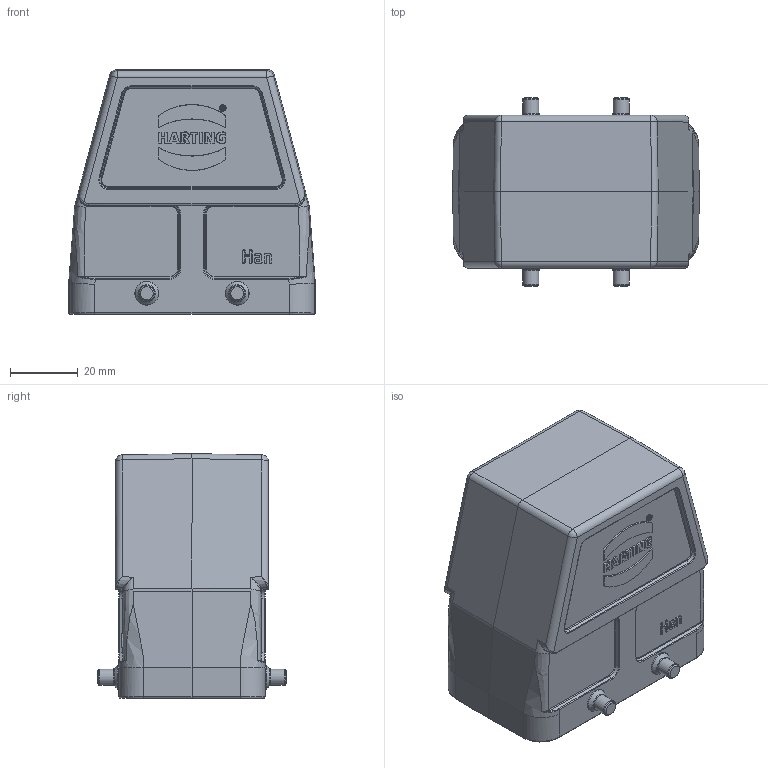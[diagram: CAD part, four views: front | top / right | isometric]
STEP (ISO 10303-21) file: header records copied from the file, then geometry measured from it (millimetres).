
FILE_DESCRIPTION(/* description */ (''),/* implementation_level */ '2;1');
FILE_NAME(/* name */ '100735565ugm000_a.stp',/* time_stamp */ '2017-11-06T09:39:20+01:00',/* author */ (''),/* organization */ (''),/* preprocessor_version */ 'ST-DEVELOPER v16',/* originating_system */ 'SIEMENS PLM Software NX 10.0',/* authorisation */ '');
FILE_SCHEMA (('AUTOMOTIVE_DESIGN { 1 0 10303 214 3 1 1 1 }'));
Length unit declared in the file: millimetre
Products named in the file (1): 100735565ugm000_a
Bounding box: 72.6 x 55.6 x 72 mm (x, y, z)
Volume: 61733.6 mm3; surface area: 33303.6 mm2
Topology: 1 solids, 1 shells, 501 faces, 1207 edges, 738 vertices
Faces by surface type: plane 176, cylinder 128, bspline 87, torus 58, cone 42, sphere 10
Full cylindrical faces by diameter (mm): 2.74 x4, 4 x4, 4.8 x4, 7 x4
Entity records: 18692 total; most frequent: CARTESIAN_POINT 6801, ORIENTED_EDGE 2286, DIRECTION 2121, EDGE_CURVE 1143, AXIS2_PLACEMENT_3D 799, VERTEX_POINT 724, EDGE_LOOP 577, LINE 523
